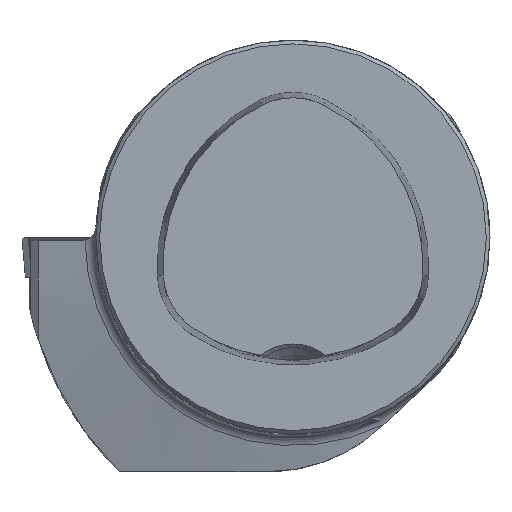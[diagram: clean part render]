
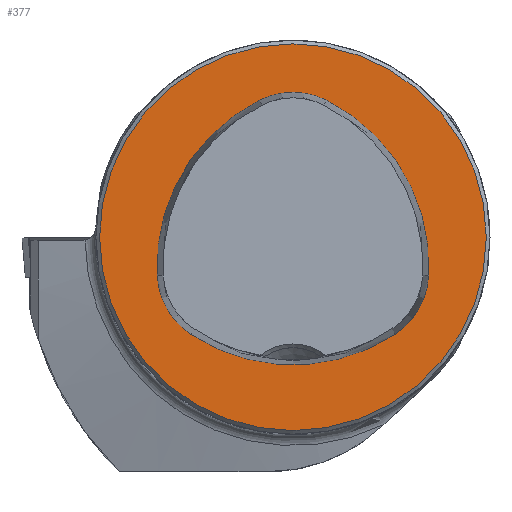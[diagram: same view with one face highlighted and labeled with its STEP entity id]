
A CAD part, top view. The second image highlights one B-rep face of the part: STEP entity #377.
In plain terms, the highlighted planar face has unit normal (0, 0, 1).
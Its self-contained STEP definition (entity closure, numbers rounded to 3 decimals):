
#116=FACE_BOUND('',#677,.T.);
#117=FACE_BOUND('',#678,.T.);
#226=CIRCLE('',#2367,15.063);
#228=CIRCLE('',#2370,15.063);
#229=CIRCLE('',#2371,6.063);
#230=CIRCLE('',#2372,15.063);
#231=CIRCLE('',#2373,6.063);
#232=CIRCLE('',#2374,6.063);
#233=CIRCLE('',#2375,15.7);
#377=ADVANCED_FACE('CU_FL_N1_SU_1',(#116,#117),#496,.T.);
#496=PLANE('',#2376);
#677=EDGE_LOOP('',(#971,#972,#973,#974,#975,#976));
#678=EDGE_LOOP('',(#977));
#971=ORIENTED_EDGE('',*,*,#1792,.F.);
#972=ORIENTED_EDGE('',*,*,#1793,.F.);
#973=ORIENTED_EDGE('',*,*,#1794,.F.);
#974=ORIENTED_EDGE('',*,*,#1795,.F.);
#975=ORIENTED_EDGE('',*,*,#1789,.F.);
#976=ORIENTED_EDGE('',*,*,#1796,.F.);
#977=ORIENTED_EDGE('',*,*,#1797,.T.);
#1568=VERTEX_POINT('',#3775);
#1569=VERTEX_POINT('',#3777);
#1571=VERTEX_POINT('',#3783);
#1572=VERTEX_POINT('',#3784);
#1573=VERTEX_POINT('',#3786);
#1574=VERTEX_POINT('',#3788);
#1575=VERTEX_POINT('',#3792);
#1789=EDGE_CURVE('',#1568,#1569,#226,.T.);
#1792=EDGE_CURVE('',#1571,#1572,#228,.T.);
#1793=EDGE_CURVE('',#1573,#1571,#229,.T.);
#1794=EDGE_CURVE('',#1574,#1573,#230,.T.);
#1795=EDGE_CURVE('',#1569,#1574,#231,.T.);
#1796=EDGE_CURVE('',#1572,#1568,#232,.T.);
#1797=EDGE_CURVE('',#1575,#1575,#233,.T.);
#2367=AXIS2_PLACEMENT_3D('',#3776,#2688,#2689);
#2370=AXIS2_PLACEMENT_3D('',#3782,#2695,#2696);
#2371=AXIS2_PLACEMENT_3D('',#3785,#2697,#2698);
#2372=AXIS2_PLACEMENT_3D('',#3787,#2699,#2700);
#2373=AXIS2_PLACEMENT_3D('',#3789,#2701,#2702);
#2374=AXIS2_PLACEMENT_3D('',#3790,#2703,#2704);
#2375=AXIS2_PLACEMENT_3D('',#3791,#2705,#2706);
#2376=AXIS2_PLACEMENT_3D('',#3793,#2707,#2708);
#2688=DIRECTION('',(0.,0.,1.));
#2689=DIRECTION('',(1.,0.,0.));
#2695=DIRECTION('',(0.,0.,1.));
#2696=DIRECTION('',(1.,0.,0.));
#2697=DIRECTION('',(0.,0.,1.));
#2698=DIRECTION('',(1.,0.,0.));
#2699=DIRECTION('',(0.,0.,1.));
#2700=DIRECTION('',(1.,0.,0.));
#2701=DIRECTION('',(0.,0.,1.));
#2702=DIRECTION('',(1.,0.,0.));
#2703=DIRECTION('',(0.,0.,1.));
#2704=DIRECTION('',(1.,0.,0.));
#2705=DIRECTION('',(0.,0.,1.));
#2706=DIRECTION('',(1.,0.,0.));
#2707=DIRECTION('',(0.,0.,1.));
#2708=DIRECTION('',(1.,0.,0.));
#3775=CARTESIAN_POINT('',(-8.299,-7.87,0.));
#3776=CARTESIAN_POINT('',(0.,4.7,0.));
#3777=CARTESIAN_POINT('',(8.299,-7.87,0.));
#3782=CARTESIAN_POINT('',(4.029,-2.348,0.));
#3783=CARTESIAN_POINT('',(-2.714,11.121,0.));
#3784=CARTESIAN_POINT('',(-11.014,-3.122,0.));
#3785=CARTESIAN_POINT('',(0.,5.7,0.));
#3786=CARTESIAN_POINT('',(2.714,11.121,0.));
#3787=CARTESIAN_POINT('',(-4.029,-2.348,0.));
#3788=CARTESIAN_POINT('',(11.014,-3.122,0.));
#3789=CARTESIAN_POINT('',(4.959,-2.811,0.));
#3790=CARTESIAN_POINT('',(-4.959,-2.811,0.));
#3791=CARTESIAN_POINT('',(0.,0.,0.));
#3792=CARTESIAN_POINT('',(15.7,0.,0.));
#3793=CARTESIAN_POINT('',(0.,0.,0.));
